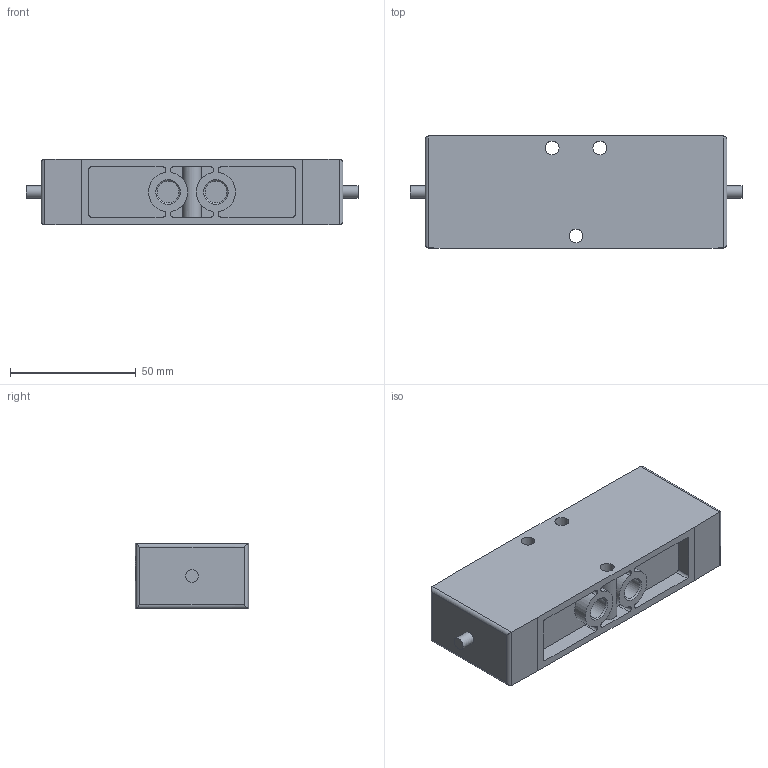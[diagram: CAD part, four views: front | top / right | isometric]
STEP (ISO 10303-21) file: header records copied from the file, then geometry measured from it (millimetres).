
FILE_DESCRIPTION(/* description */ ('STEP AP214'),/* implementation_level */ '2;1');
FILE_NAME(/* name */ '8823_JH-5-1_8',/* time_stamp */ '2024-08-29T14:24:59+02:00',/* author */ ('License CC BY-ND 4.0'),/* organization */ ('CADENAS'),/* preprocessor_version */ 'ST-DEVELOPER v19.3',/* originating_system */ 'PARTsolutions',/* authorisation */ ' ');
FILE_SCHEMA (('AUTOMOTIVE_DESIGN {1 0 10303 214 3 1 1}'));
Length unit declared in the file: millimetre
Products named in the file (1): 8823 JH-5-1/8
Bounding box: 132 x 45 x 26 mm (x, y, z)
Volume: 121664.9 mm3; surface area: 25691.8 mm2
Topology: 1 solids, 1 shells, 118 faces, 305 edges, 202 vertices
Faces by surface type: cylinder 60, plane 51, cone 7
Full cylindrical faces by diameter (mm): 5 x2, 5.5 x3, 8.566 x7
Entity records: 3638 total; most frequent: CARTESIAN_POINT 697, DIRECTION 636, ORIENTED_EDGE 566, EDGE_CURVE 283, AXIS2_PLACEMENT_3D 244, VERTEX_POINT 199, EDGE_LOOP 156, FACE_BOUND 156
